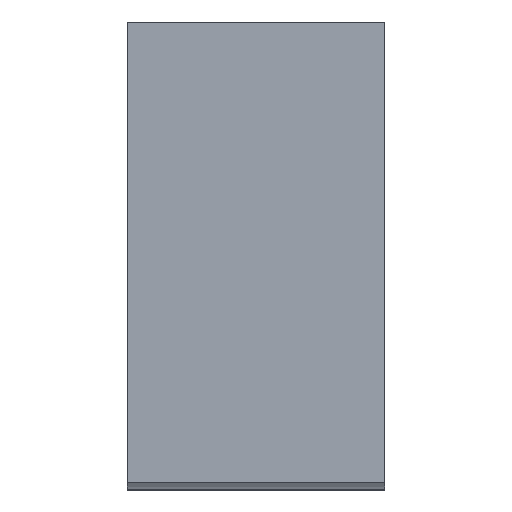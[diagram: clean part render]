
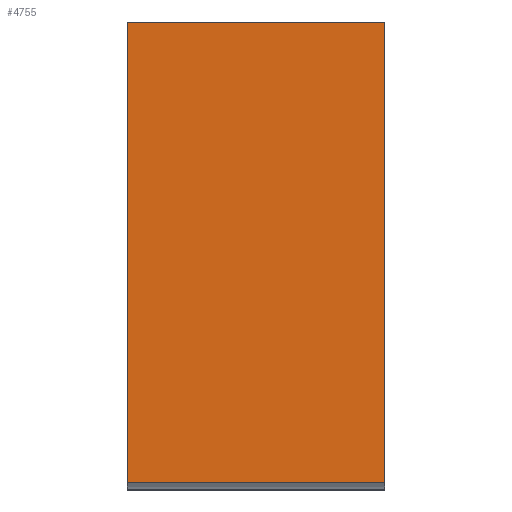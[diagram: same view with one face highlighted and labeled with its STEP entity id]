
A CAD part, left-side view. The second image highlights one B-rep face of the part: STEP entity #4755.
In plain terms, the highlighted planar face has unit normal (-1, 0, 0).
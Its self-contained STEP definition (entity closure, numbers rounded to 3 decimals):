
#728=FACE_OUTER_BOUND('',#991,.T.);
#991=EDGE_LOOP('',(#4353,#4354,#4355,#4356));
#1369=LINE('',#9328,#1782);
#1404=LINE('',#9397,#1817);
#1405=LINE('',#9399,#1818);
#1406=LINE('',#9400,#1819);
#1782=VECTOR('',#5481,10.);
#1817=VECTOR('',#5538,10.);
#1818=VECTOR('',#5541,10.);
#1819=VECTOR('',#5542,10.);
#2261=VERTEX_POINT('',#9325);
#2262=VERTEX_POINT('',#9327);
#2284=VERTEX_POINT('',#9393);
#2285=VERTEX_POINT('',#9395);
#2947=EDGE_CURVE('',#2261,#2262,#1369,.T.);
#2982=EDGE_CURVE('',#2284,#2285,#1404,.T.);
#2983=EDGE_CURVE('',#2261,#2284,#1405,.T.);
#2984=EDGE_CURVE('',#2262,#2285,#1406,.T.);
#4353=ORIENTED_EDGE('',*,*,#2983,.T.);
#4354=ORIENTED_EDGE('',*,*,#2982,.T.);
#4355=ORIENTED_EDGE('',*,*,#2984,.F.);
#4356=ORIENTED_EDGE('',*,*,#2947,.F.);
#4496=PLANE('',#4897);
#4755=ADVANCED_FACE('',(#728),#4496,.T.);
#4897=AXIS2_PLACEMENT_3D('',#9398,#5539,#5540);
#5481=DIRECTION('',(0.,1.,0.));
#5538=DIRECTION('',(0.,1.,0.));
#5539=DIRECTION('center_axis',(-1.,0.,0.));
#5540=DIRECTION('ref_axis',(0.,0.,1.));
#5541=DIRECTION('',(0.,0.,1.));
#5542=DIRECTION('',(0.,0.,1.));
#9325=CARTESIAN_POINT('',(0.01,0.,0.264));
#9327=CARTESIAN_POINT('',(0.01,8.,0.264));
#9328=CARTESIAN_POINT('',(0.01,0.,0.264));
#9393=CARTESIAN_POINT('',(0.01,0.,14.581));
#9395=CARTESIAN_POINT('',(0.01,8.,14.581));
#9397=CARTESIAN_POINT('',(0.01,0.,14.581));
#9398=CARTESIAN_POINT('Origin',(0.01,0.,0.264));
#9399=CARTESIAN_POINT('',(0.01,0.,0.264));
#9400=CARTESIAN_POINT('',(0.01,8.,0.264));
